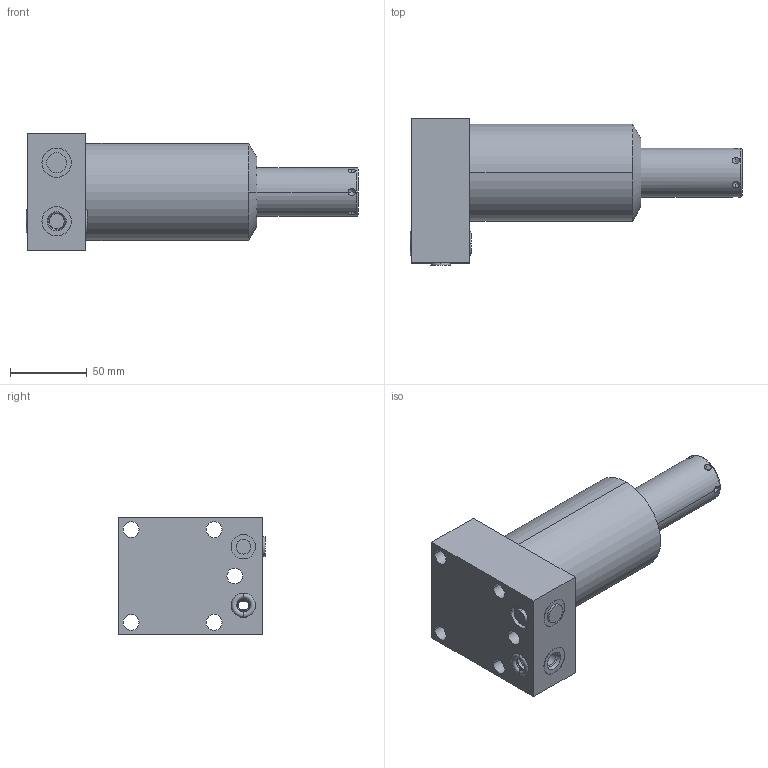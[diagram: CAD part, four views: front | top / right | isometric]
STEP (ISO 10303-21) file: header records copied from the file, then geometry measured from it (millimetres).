
FILE_DESCRIPTION((''),'2;1');
FILE_NAME('ILC14211803S','2018-06-20T',('act'),(''),'PRO/ENGINEER BY PARAMETRIC TECHNOLOGY CORPORATION, 2013320','PRO/ENGINEER BY PARAMETRIC TECHNOLOGY CORPORATION, 2013320','');
FILE_SCHEMA(('AUTOMOTIVE_DESIGN { 1 0 10303 214 1 1 1 1 }'));
Length unit declared in the file: inch
Products named in the file (1): ILC14211803S
Bounding box: 215.82 x 95.07 x 76.2 mm (x, y, z)
Volume: 642261.6 mm3; surface area: 65946.1 mm2
Topology: 3 solids, 5 shells, 111 faces, 266 edges, 159 vertices
Faces by surface type: cylinder 46, cone 32, plane 23, torus 10
Entity records: 4512 total; most frequent: CARTESIAN_POINT 798, DIRECTION 578, ORIENTED_EDGE 500, PRESENTATION_STYLE_ASSIGNMENT 282, STYLED_ITEM 256, CURVE_STYLE 252, EDGE_CURVE 252, AXIS2_PLACEMENT_3D 240
